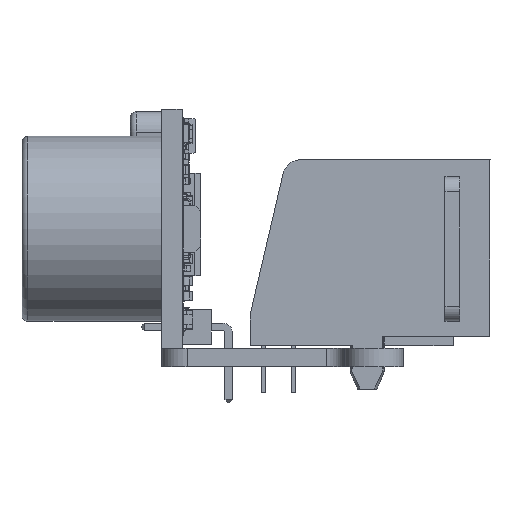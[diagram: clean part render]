
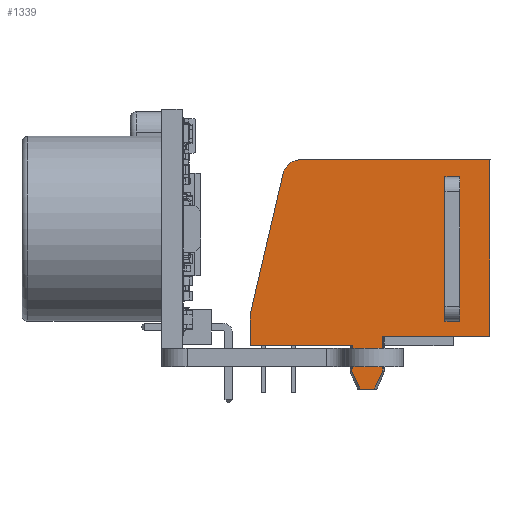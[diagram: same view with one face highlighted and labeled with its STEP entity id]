
A CAD part, front view. The second image highlights one B-rep face of the part: STEP entity #1339.
In plain terms, the highlighted face is planar.
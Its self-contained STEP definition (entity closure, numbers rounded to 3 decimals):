
#1339 = ADVANCED_FACE('',(#1340,#1477),#1511,.T.);
#1340 = FACE_BOUND('',#1341,.T.);
#1341 = EDGE_LOOP('',(#1342,#1352,#1360,#1368,#1376,#1384,#1392,#1403,
    #1411,#1422,#1430,#1438,#1446,#1454,#1462,#1470));
#1342 = ORIENTED_EDGE('',*,*,#1343,.T.);
#1343 = EDGE_CURVE('',#1344,#1346,#1348,.T.);
#1344 = VERTEX_POINT('',#1345);
#1345 = CARTESIAN_POINT('',(-6.6,6.422,-17.786));
#1346 = VERTEX_POINT('',#1347);
#1347 = CARTESIAN_POINT('',(-6.6,-5.646,-20.598));
#1348 = LINE('',#1349,#1350);
#1349 = CARTESIAN_POINT('',(-6.6,-5.646,-20.598));
#1350 = VECTOR('',#1351,1.);
#1351 = DIRECTION('',(0.,-0.974,
    -0.227));
#1352 = ORIENTED_EDGE('',*,*,#1353,.T.);
#1353 = EDGE_CURVE('',#1346,#1354,#1356,.T.);
#1354 = VERTEX_POINT('',#1355);
#1355 = CARTESIAN_POINT('',(-6.6,-8.303,-20.598));
#1356 = LINE('',#1357,#1358);
#1357 = CARTESIAN_POINT('',(-6.6,-12.319,-20.598));
#1358 = VECTOR('',#1359,1.);
#1359 = DIRECTION('',(0.,-1.,0.));
#1360 = ORIENTED_EDGE('',*,*,#1361,.F.);
#1361 = EDGE_CURVE('',#1362,#1354,#1364,.T.);
#1362 = VERTEX_POINT('',#1363);
#1363 = CARTESIAN_POINT('',(-6.6,-8.303,-11.813));
#1364 = LINE('',#1365,#1366);
#1365 = CARTESIAN_POINT('',(-6.6,-8.303,-11.813));
#1366 = VECTOR('',#1367,1.);
#1367 = DIRECTION('',(0.,0.,-1.));
#1368 = ORIENTED_EDGE('',*,*,#1369,.F.);
#1369 = EDGE_CURVE('',#1370,#1362,#1372,.T.);
#1370 = VERTEX_POINT('',#1371);
#1371 = CARTESIAN_POINT('',(-6.6,-10.262,-11.813));
#1372 = LINE('',#1373,#1374);
#1373 = CARTESIAN_POINT('',(-6.6,-7.493,-11.813));
#1374 = VECTOR('',#1375,1.);
#1375 = DIRECTION('',(0.,1.,0.));
#1376 = ORIENTED_EDGE('',*,*,#1377,.T.);
#1377 = EDGE_CURVE('',#1370,#1378,#1380,.T.);
#1378 = VERTEX_POINT('',#1379);
#1379 = CARTESIAN_POINT('',(-6.6,-10.262,-11.868));
#1380 = LINE('',#1381,#1382);
#1381 = CARTESIAN_POINT('',(-6.6,-10.262,-10.541));
#1382 = VECTOR('',#1383,1.);
#1383 = DIRECTION('',(0.,0.,-1.));
#1384 = ORIENTED_EDGE('',*,*,#1385,.F.);
#1385 = EDGE_CURVE('',#1386,#1378,#1388,.T.);
#1386 = VERTEX_POINT('',#1387);
#1387 = CARTESIAN_POINT('',(-6.6,-10.516,-11.868));
#1388 = LINE('',#1389,#1390);
#1389 = CARTESIAN_POINT('',(-6.6,-10.174,-11.868));
#1390 = VECTOR('',#1391,1.);
#1391 = DIRECTION('',(0.,1.,0.));
#1392 = ORIENTED_EDGE('',*,*,#1393,.F.);
#1393 = EDGE_CURVE('',#1394,#1386,#1396,.T.);
#1394 = VERTEX_POINT('',#1395);
#1395 = CARTESIAN_POINT('',(-6.6,-12.014,-11.131));
#1396 = B_SPLINE_CURVE_WITH_KNOTS('',3,(#1397,#1398,#1399,#1400,#1401,
    #1402),.UNSPECIFIED.,.F.,.F.,(4,2,4),(0.006,
    0.006,0.007),.UNSPECIFIED.);
#1397 = CARTESIAN_POINT('',(-6.6,-12.014,-11.131));
#1398 = CARTESIAN_POINT('',(-6.6,-11.774,-11.273));
#1399 = CARTESIAN_POINT('',(-6.6,-11.525,-11.397));
#1400 = CARTESIAN_POINT('',(-6.6,-11.023,-11.638));
#1401 = CARTESIAN_POINT('',(-6.6,-10.77,-11.754));
#1402 = CARTESIAN_POINT('',(-6.6,-10.516,-11.868));
#1403 = ORIENTED_EDGE('',*,*,#1404,.F.);
#1404 = EDGE_CURVE('',#1405,#1394,#1407,.T.);
#1405 = VERTEX_POINT('',#1406);
#1406 = CARTESIAN_POINT('',(-6.6,-12.014,-9.951));
#1407 = LINE('',#1408,#1409);
#1408 = CARTESIAN_POINT('',(-6.6,-12.014,-10.541));
#1409 = VECTOR('',#1410,1.);
#1410 = DIRECTION('',(0.,0.,-1.));
#1411 = ORIENTED_EDGE('',*,*,#1412,.F.);
#1412 = EDGE_CURVE('',#1413,#1405,#1415,.T.);
#1413 = VERTEX_POINT('',#1414);
#1414 = CARTESIAN_POINT('',(-6.6,-10.516,-9.214));
#1415 = B_SPLINE_CURVE_WITH_KNOTS('',3,(#1416,#1417,#1418,#1419,#1420,
    #1421),.UNSPECIFIED.,.F.,.F.,(4,2,4),(0.002,
    0.003,0.004),.UNSPECIFIED.);
#1416 = CARTESIAN_POINT('',(-6.6,-10.516,-9.214));
#1417 = CARTESIAN_POINT('',(-6.6,-10.77,-9.328));
#1418 = CARTESIAN_POINT('',(-6.6,-11.023,-9.444));
#1419 = CARTESIAN_POINT('',(-6.6,-11.525,-9.685));
#1420 = CARTESIAN_POINT('',(-6.6,-11.774,-9.81));
#1421 = CARTESIAN_POINT('',(-6.6,-12.014,-9.951));
#1422 = ORIENTED_EDGE('',*,*,#1423,.F.);
#1423 = EDGE_CURVE('',#1424,#1413,#1426,.T.);
#1424 = VERTEX_POINT('',#1425);
#1425 = CARTESIAN_POINT('',(-6.6,-10.262,-9.214));
#1426 = LINE('',#1427,#1428);
#1427 = CARTESIAN_POINT('',(-6.6,-10.174,-9.214));
#1428 = VECTOR('',#1429,1.);
#1429 = DIRECTION('',(0.,-1.,0.));
#1430 = ORIENTED_EDGE('',*,*,#1431,.T.);
#1431 = EDGE_CURVE('',#1424,#1432,#1434,.T.);
#1432 = VERTEX_POINT('',#1433);
#1433 = CARTESIAN_POINT('',(-6.6,-10.262,-9.269));
#1434 = LINE('',#1435,#1436);
#1435 = CARTESIAN_POINT('',(-6.6,-10.262,-10.541));
#1436 = VECTOR('',#1437,1.);
#1437 = DIRECTION('',(0.,0.,-1.));
#1438 = ORIENTED_EDGE('',*,*,#1439,.F.);
#1439 = EDGE_CURVE('',#1440,#1432,#1442,.T.);
#1440 = VERTEX_POINT('',#1441);
#1441 = CARTESIAN_POINT('',(-6.6,-7.493,-9.269));
#1442 = LINE('',#1443,#1444);
#1443 = CARTESIAN_POINT('',(-6.6,-7.493,-9.269));
#1444 = VECTOR('',#1445,1.);
#1445 = DIRECTION('',(0.,-1.,0.));
#1446 = ORIENTED_EDGE('',*,*,#1447,.F.);
#1447 = EDGE_CURVE('',#1448,#1440,#1450,.T.);
#1448 = VERTEX_POINT('',#1449);
#1449 = CARTESIAN_POINT('',(-6.6,-7.493,0.));
#1450 = LINE('',#1451,#1452);
#1451 = CARTESIAN_POINT('',(-6.6,-7.493,-20.828));
#1452 = VECTOR('',#1453,1.);
#1453 = DIRECTION('',(0.,0.,-1.));
#1454 = ORIENTED_EDGE('',*,*,#1455,.F.);
#1455 = EDGE_CURVE('',#1456,#1448,#1458,.T.);
#1456 = VERTEX_POINT('',#1457);
#1457 = CARTESIAN_POINT('',(-6.6,7.697,0.));
#1458 = LINE('',#1459,#1460);
#1459 = CARTESIAN_POINT('',(-6.6,-7.493,0.));
#1460 = VECTOR('',#1461,1.);
#1461 = DIRECTION('',(0.,-1.,0.));
#1462 = ORIENTED_EDGE('',*,*,#1463,.T.);
#1463 = EDGE_CURVE('',#1456,#1464,#1466,.T.);
#1464 = VERTEX_POINT('',#1465);
#1465 = CARTESIAN_POINT('',(-6.6,7.697,-16.179));
#1466 = LINE('',#1467,#1468);
#1467 = CARTESIAN_POINT('',(-6.6,7.697,0.));
#1468 = VECTOR('',#1469,1.);
#1469 = DIRECTION('',(0.,0.,-1.));
#1470 = ORIENTED_EDGE('',*,*,#1471,.T.);
#1471 = EDGE_CURVE('',#1464,#1344,#1472,.T.);
#1472 = CIRCLE('',#1473,1.65);
#1473 = AXIS2_PLACEMENT_3D('',#1474,#1475,#1476);
#1474 = CARTESIAN_POINT('',(-6.6,6.047,-16.179));
#1475 = DIRECTION('',(-1.,0.,0.));
#1476 = DIRECTION('',(0.,0.,1.));
#1477 = FACE_BOUND('',#1478,.T.);
#1478 = EDGE_LOOP('',(#1479,#1489,#1497,#1505));
#1479 = ORIENTED_EDGE('',*,*,#1480,.F.);
#1480 = EDGE_CURVE('',#1481,#1483,#1485,.T.);
#1481 = VERTEX_POINT('',#1482);
#1482 = CARTESIAN_POINT('',(-6.6,6.2,-2.6));
#1483 = VERTEX_POINT('',#1484);
#1484 = CARTESIAN_POINT('',(-6.6,6.2,-3.87));
#1485 = LINE('',#1486,#1487);
#1486 = CARTESIAN_POINT('',(-6.6,6.2,-2.6));
#1487 = VECTOR('',#1488,1.);
#1488 = DIRECTION('',(0.,0.,-1.));
#1489 = ORIENTED_EDGE('',*,*,#1490,.F.);
#1490 = EDGE_CURVE('',#1491,#1481,#1493,.T.);
#1491 = VERTEX_POINT('',#1492);
#1492 = CARTESIAN_POINT('',(-6.6,-6.2,-2.6));
#1493 = LINE('',#1494,#1495);
#1494 = CARTESIAN_POINT('',(-6.6,-6.2,-2.6));
#1495 = VECTOR('',#1496,1.);
#1496 = DIRECTION('',(0.,1.,0.));
#1497 = ORIENTED_EDGE('',*,*,#1498,.F.);
#1498 = EDGE_CURVE('',#1499,#1491,#1501,.T.);
#1499 = VERTEX_POINT('',#1500);
#1500 = CARTESIAN_POINT('',(-6.6,-6.2,-3.87));
#1501 = LINE('',#1502,#1503);
#1502 = CARTESIAN_POINT('',(-6.6,-6.2,-3.87));
#1503 = VECTOR('',#1504,1.);
#1504 = DIRECTION('',(0.,0.,1.));
#1505 = ORIENTED_EDGE('',*,*,#1506,.F.);
#1506 = EDGE_CURVE('',#1483,#1499,#1507,.T.);
#1507 = LINE('',#1508,#1509);
#1508 = CARTESIAN_POINT('',(-6.6,6.2,-3.87));
#1509 = VECTOR('',#1510,1.);
#1510 = DIRECTION('',(0.,-1.,0.));
#1511 = PLANE('',#1512);
#1512 = AXIS2_PLACEMENT_3D('',#1513,#1514,#1515);
#1513 = CARTESIAN_POINT('',(-6.6,-12.319,-23.311));
#1514 = DIRECTION('',(-1.,0.,0.));
#1515 = DIRECTION('',(0.,0.,1.));
